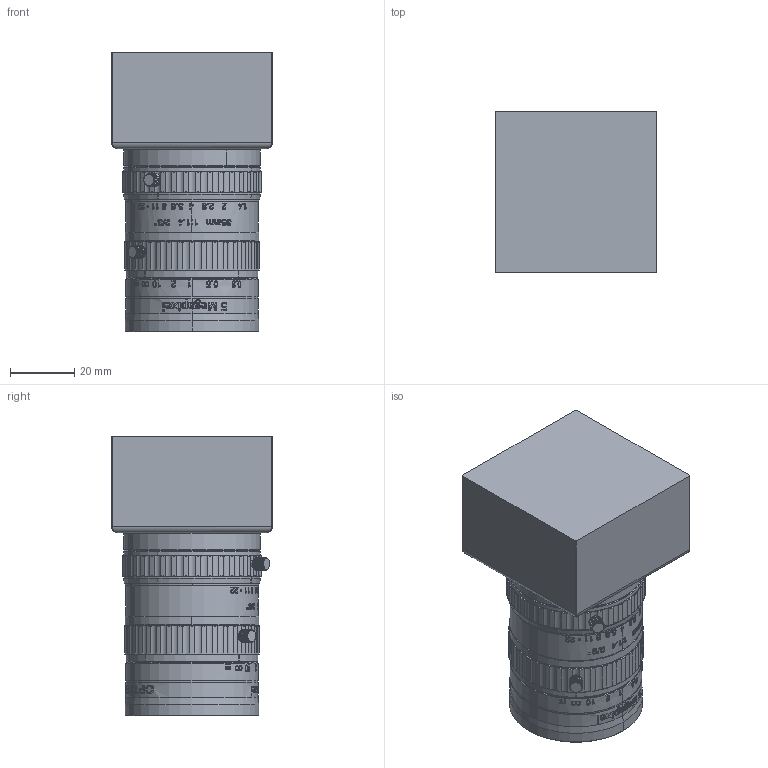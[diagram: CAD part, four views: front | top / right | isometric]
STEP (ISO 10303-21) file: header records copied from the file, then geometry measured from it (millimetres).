
FILE_DESCRIPTION((''),'2;1');
FILE_NAME('M1435-5MP_ASM_ASM','2018-01-25T',('H019940'),(''),'PRO/ENGINEER BY PARAMETRIC TECHNOLOGY CORPORATION, 2011310','PRO/ENGINEER BY PARAMETRIC TECHNOLOGY CORPORATION, 2011310','');
FILE_SCHEMA(('AUTOMOTIVE_DESIGN { 1 0 10303 214 1 1 1 1 }'));
Products named in the file (33): PRT0058; P6665A02_2_AF0; MANIFOLD_SOLID_BREP_5384; HQZ_1_ASM; P6665E03-107_1; ASM3_ASM_1_AF0_ASM; P6665A01_1_AF0; P6665E05_1_AF0; P6660W03-CXB_1_AF0; ASM6_ASM_1_AF0_ASM; MANIFOLD_SOLID_BREP_36348_AF0; MANIFOLD_SOLID_BREP_36649_AF0; MANIFOLD_SOLID_BREP_36924_AF0; QQZ_1_AF0_ASM; P6665A03_1_AF0; P6665M01-108_1_AF0; P6665E02-106_1; P6664W02-203_1_AF0; P6664W02-203_1_AF1; ASM1_ASM_1_AF0_ASM; P6665A08-115_1_AF0; P6665E04_1_AF0; P6660W02-CXA_1_AF0; ASM4_ASM_1_AF0_ASM; P6664E04-111_1_AF0; P6665E06-116_1_AF0; P6660W07-LTC_1_AF0; P6660W07-LTC_1_AF1; P6660W07-LTC_1_AF2; P6665A07-114_4_AF0; P6665E01-105_1; M1435-5MP_ASM_2_AF0_ASM; M1435-5MP_ASM_ASM
Assembly tree (32 placements, depth 5):
  M1435-5MP_ASM_ASM
    M1435-5MP_ASM_2_AF0_ASM
      PRT0058
      ASM3_ASM_1_AF0_ASM
        P6665A02_2_AF0
        HQZ_1_ASM
          MANIFOLD_SOLID_BREP_5384
        P6665E03-107_1
      P6665A01_1_AF0
      ASM6_ASM_1_AF0_ASM
        P6665E05_1_AF0
        P6660W03-CXB_1_AF0
      ASM1_ASM_1_AF0_ASM
        QQZ_1_AF0_ASM
          MANIFOLD_SOLID_BREP_36348_AF0
          MANIFOLD_SOLID_BREP_36649_AF0
          MANIFOLD_SOLID_BREP_36924_AF0
        P6665A03_1_AF0
        P6665M01-108_1_AF0
        P6665E02-106_1
        P6664W02-203_1_AF0
        P6664W02-203_1_AF1
      P6665A08-115_1_AF0
      ASM4_ASM_1_AF0_ASM
        P6665E04_1_AF0
        P6660W02-CXA_1_AF0
      P6664E04-111_1_AF0
      P6665E06-116_1_AF0
      P6660W07-LTC_1_AF0
      P6660W07-LTC_1_AF1
      P6660W07-LTC_1_AF2
      P6665A07-114_4_AF0
      P6665E01-105_1
Bounding box: 50 x 50 x 86.81 mm (x, y, z)
Volume: 84556.8 mm3; surface area: 44041.7 mm2
Topology: 20 solids, 20 shells, 1977 faces, 5239 edges, 3429 vertices
Faces by surface type: plane 646, cylinder 508, bspline 350, cone 165, extrusion 152, torus 150, sphere 6
Entity records: 89548 total; most frequent: CARTESIAN_POINT 38742, ORIENTED_EDGE 10466, DIRECTION 8555, EDGE_CURVE 5233, VERTEX_POINT 3429, AXIS2_PLACEMENT_3D 3176, VECTOR 2203, EDGE_LOOP 2162
